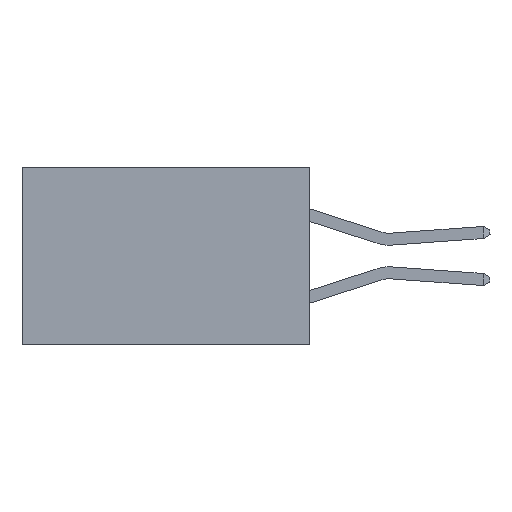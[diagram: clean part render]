
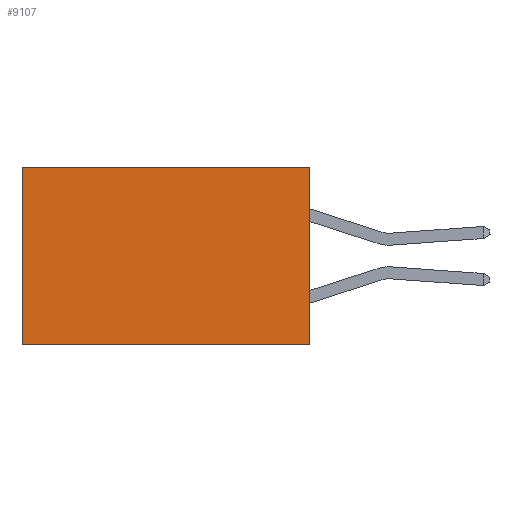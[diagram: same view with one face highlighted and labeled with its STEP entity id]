
A CAD part, left-side view. The second image highlights one B-rep face of the part: STEP entity #9107.
In plain terms, the highlighted planar face has unit normal (-1, 0, 0).
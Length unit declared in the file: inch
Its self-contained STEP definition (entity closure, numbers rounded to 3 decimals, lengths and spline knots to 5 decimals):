
#15 = DIRECTION ( 'NONE',  ( 1., 0., 0. ) ) ;
#718 = ORIENTED_EDGE ( 'NONE', *, *, #21551, .T. ) ;
#1004 = CARTESIAN_POINT ( 'NONE',  ( 0.2615, 0., -0.37 ) ) ;
#1430 = CARTESIAN_POINT ( 'NONE',  ( 0.2615, 0., -0.37 ) ) ;
#2316 = VECTOR ( 'NONE', #23469, 39.37008 ) ;
#2531 = VECTOR ( 'NONE', #10265, 39.37008 ) ;
#2922 = CARTESIAN_POINT ( 'NONE',  ( 0.2615, 0., 0. ) ) ;
#5004 = CARTESIAN_POINT ( 'NONE',  ( 0.2615, 0.6, -0.37 ) ) ;
#5446 = DIRECTION ( 'NONE',  ( 0., 0., -1. ) ) ;
#5513 = VERTEX_POINT ( 'NONE', #16276 ) ;
#6672 = VERTEX_POINT ( 'NONE', #1004 ) ;
#7355 = EDGE_CURVE ( 'NONE', #5513, #6672, #12996, .T. ) ;
#9107 = ADVANCED_FACE ( 'NONE', ( #21934 ), #17970, .F. ) ;
#9820 = VECTOR ( 'NONE', #23408, 39.37008 ) ;
#10133 = ORIENTED_EDGE ( 'NONE', *, *, #7355, .F. ) ;
#10265 = DIRECTION ( 'NONE',  ( 0., 1., 0. ) ) ;
#11744 = VECTOR ( 'NONE', #15532, 39.37008 ) ;
#12143 = CARTESIAN_POINT ( 'NONE',  ( 0.2615, 0., -0.37 ) ) ;
#12623 = VERTEX_POINT ( 'NONE', #16999 ) ;
#12996 = LINE ( 'NONE', #1430, #2316 ) ;
#15532 = DIRECTION ( 'NONE',  ( 0., 1., 0. ) ) ;
#15839 = ORIENTED_EDGE ( 'NONE', *, *, #16746, .F. ) ;
#16276 = CARTESIAN_POINT ( 'NONE',  ( 0.2615, 0., 0. ) ) ;
#16523 = CARTESIAN_POINT ( 'NONE',  ( 0.2615, 0., -0.37 ) ) ;
#16709 = EDGE_CURVE ( 'NONE', #5513, #21720, #19423, .T. ) ;
#16746 = EDGE_CURVE ( 'NONE', #6672, #12623, #17578, .T. ) ;
#16999 = CARTESIAN_POINT ( 'NONE',  ( 0.2615, 0.6, -0.37 ) ) ;
#17437 = ORIENTED_EDGE ( 'NONE', *, *, #16709, .T. ) ;
#17578 = LINE ( 'NONE', #12143, #11744 ) ;
#17970 = PLANE ( 'NONE',  #20429 ) ;
#19423 = LINE ( 'NONE', #2922, #2531 ) ;
#19908 = EDGE_LOOP ( 'NONE', ( #718, #15839, #10133, #17437 ) ) ;
#20168 = CARTESIAN_POINT ( 'NONE',  ( 0.2615, 0.6, 0. ) ) ;
#20429 = AXIS2_PLACEMENT_3D ( 'NONE', #16523, #15, #5446 ) ;
#21250 = LINE ( 'NONE', #5004, #9820 ) ;
#21551 = EDGE_CURVE ( 'NONE', #21720, #12623, #21250, .T. ) ;
#21720 = VERTEX_POINT ( 'NONE', #20168 ) ;
#21934 = FACE_OUTER_BOUND ( 'NONE', #19908, .T. ) ;
#23408 = DIRECTION ( 'NONE',  ( 0., 0., -1. ) ) ;
#23469 = DIRECTION ( 'NONE',  ( 0., 0., -1. ) ) ;
